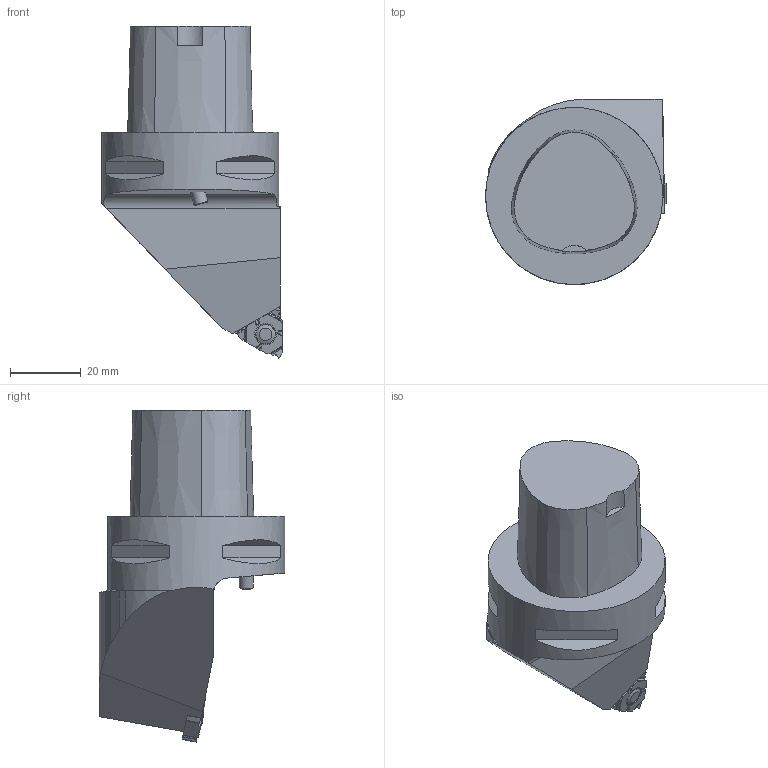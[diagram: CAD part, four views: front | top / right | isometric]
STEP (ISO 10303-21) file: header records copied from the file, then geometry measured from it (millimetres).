
FILE_DESCRIPTION(/* description */ (''),/* implementation_level */ '2;1');
FILE_NAME(/* name */ '1683880809812.stp',/* time_stamp */ '2023-05-12T14:10:40+06:00',/* author */ (''),/* organization */ ('SMS'),/* preprocessor_version */ 'ST-DEVELOPER v16.7',/* originating_system */ 'SIEMENS PLM Software NX 12.0',/* authorisation */ '');
FILE_SCHEMA (('AUTOMOTIVE_DESIGN { 1 0 10303 214 3 1 1 1 }'));
Length unit declared in the file: millimetre
Products named in the file (4): 202690723mod000_00; ASSEMBLY_CONSTRUCTION; 204716476mod000_00; 204716478mod000_00
Assembly tree (3 placements, depth 2):
  204716478mod000_00
    204716476mod000_00
    ASSEMBLY_CONSTRUCTION
    202690723mod000_00
Bounding box: 51.01 x 52.3 x 93.67 mm (x, y, z)
Volume: 99996.5 mm3; surface area: 15057.7 mm2
Topology: 2 solids, 2 shells, 170 faces, 450 edges, 296 vertices
Faces by surface type: plane 77, cylinder 57, cone 10, extrusion 9, bspline 9, torus 4, sphere 4
Full cylindrical faces by diameter (mm): 4 x1, 4.4 x2, 5.45 x1, 50 x1
Entity records: 6331 total; most frequent: CARTESIAN_POINT 2004, DIRECTION 882, ORIENTED_EDGE 856, EDGE_CURVE 428, AXIS2_PLACEMENT_3D 317, VERTEX_POINT 283, VECTOR 248, LINE 239
